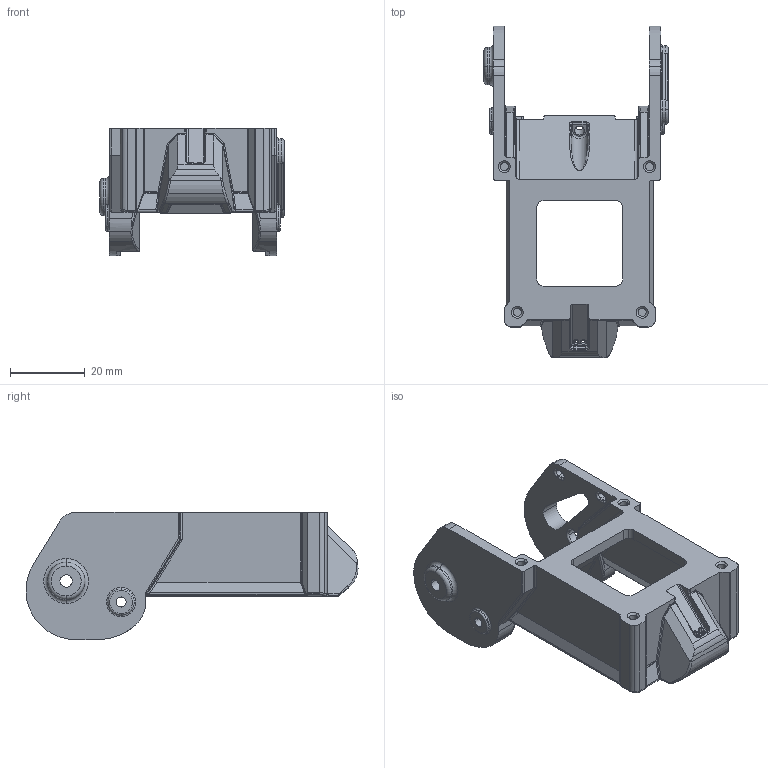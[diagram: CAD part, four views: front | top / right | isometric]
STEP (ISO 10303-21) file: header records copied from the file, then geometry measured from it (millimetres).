
FILE_DESCRIPTION(('STEP AP214'),'1');
FILE_NAME('Top_cover.stp','2023-01-31T18:14:49',(' '),(' '),'Spatial InterOp 3D',' ',' ');
FILE_SCHEMA(('AUTOMOTIVE_DESIGN { 1 0 10303 214 1 1 1 1 }'));
Length unit declared in the file: metre
Products named in the file (1): Top_cover
Bounding box: 49.27 x 88.81 x 34.08 mm (x, y, z)
Volume: 20495.6 mm3; surface area: 15171.7 mm2
Topology: 1 solids, 1 shells, 532 faces, 1445 edges, 914 vertices
Faces by surface type: cylinder 325, plane 102, torus 48, bspline 47, cone 8, sphere 2
Entity records: 32387 total; most frequent: CARTESIAN_POINT 18867, DIRECTION 2897, ORIENTED_EDGE 2876, EDGE_CURVE 1438, AXIS2_PLACEMENT_3D 1149, VERTEX_POINT 914, LINE 599, VECTOR 599
